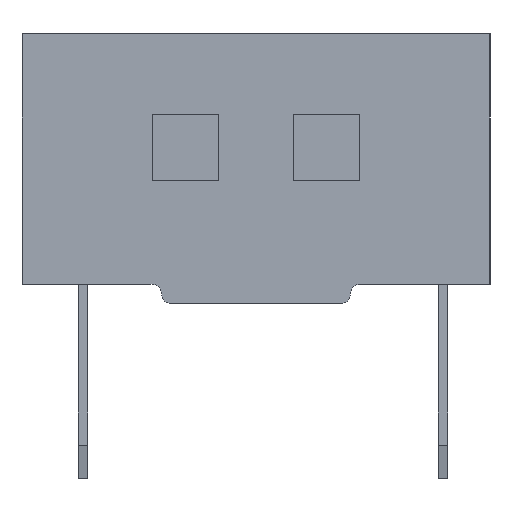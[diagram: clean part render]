
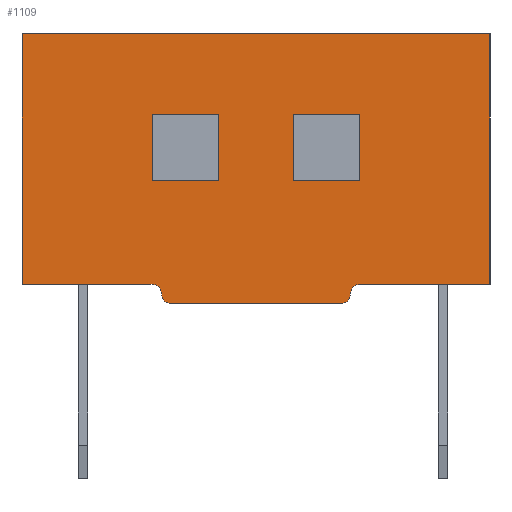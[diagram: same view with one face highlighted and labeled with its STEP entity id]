
A CAD part, left-side view. The second image highlights one B-rep face of the part: STEP entity #1109.
In plain terms, the highlighted planar face has unit normal (-1, 0, 0).
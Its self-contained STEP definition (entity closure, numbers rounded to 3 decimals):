
#1109 = ADVANCED_FACE( '', ( #2287, #2288, #2289 ), #2290, .F. );
#2287 = FACE_BOUND( '', #3558, .T. );
#2288 = FACE_OUTER_BOUND( '', #3559, .T. );
#2289 = FACE_BOUND( '', #3560, .T. );
#2290 = PLANE( '', #3561 );
#3558 = EDGE_LOOP( '', ( #6708, #6709, #6710, #6711 ) );
#3559 = EDGE_LOOP( '', ( #6712, #6713, #6714, #6715, #6716, #6717, #6718, #6719, #6720, #6721 ) );
#3560 = EDGE_LOOP( '', ( #6722, #6723, #6724, #6725 ) );
#3561 = AXIS2_PLACEMENT_3D( '', #6726, #6727, #6728 );
#6708 = ORIENTED_EDGE( '', *, *, #8653, .T. );
#6709 = ORIENTED_EDGE( '', *, *, #9094, .T. );
#6710 = ORIENTED_EDGE( '', *, *, #9095, .T. );
#6711 = ORIENTED_EDGE( '', *, *, #9096, .T. );
#6712 = ORIENTED_EDGE( '', *, *, #9005, .T. );
#6713 = ORIENTED_EDGE( '', *, *, #9097, .T. );
#6714 = ORIENTED_EDGE( '', *, *, #9098, .T. );
#6715 = ORIENTED_EDGE( '', *, *, #9072, .F. );
#6716 = ORIENTED_EDGE( '', *, *, #9099, .T. );
#6717 = ORIENTED_EDGE( '', *, *, #9076, .T. );
#6718 = ORIENTED_EDGE( '', *, *, #8884, .T. );
#6719 = ORIENTED_EDGE( '', *, *, #8766, .F. );
#6720 = ORIENTED_EDGE( '', *, *, #8469, .F. );
#6721 = ORIENTED_EDGE( '', *, *, #8954, .T. );
#6722 = ORIENTED_EDGE( '', *, *, #9014, .T. );
#6723 = ORIENTED_EDGE( '', *, *, #8549, .T. );
#6724 = ORIENTED_EDGE( '', *, *, #9068, .T. );
#6725 = ORIENTED_EDGE( '', *, *, #9100, .T. );
#6726 = CARTESIAN_POINT( '', ( -13.2, 4.95, 5.3 ) );
#6727 = DIRECTION( '', ( 1., 0., 0. ) );
#6728 = DIRECTION( '', ( 0., 0., -1. ) );
#8469 = EDGE_CURVE( '', #10270, #10271, #10272, .T. );
#8549 = EDGE_CURVE( '', #10405, #10406, #10407, .T. );
#8653 = EDGE_CURVE( '', #10555, #10556, #10557, .T. );
#8766 = EDGE_CURVE( '', #10271, #10728, #10732, .T. );
#8884 = EDGE_CURVE( '', #10892, #10728, #10893, .T. );
#8954 = EDGE_CURVE( '', #10270, #10979, #10981, .T. );
#9005 = EDGE_CURVE( '', #10979, #11044, #11046, .T. );
#9014 = EDGE_CURVE( '', #11056, #10405, #11057, .T. );
#9068 = EDGE_CURVE( '', #10406, #11118, #11119, .T. );
#9072 = EDGE_CURVE( '', #11124, #11125, #11126, .T. );
#9076 = EDGE_CURVE( '', #11130, #10892, #11131, .T. );
#9094 = EDGE_CURVE( '', #10556, #11150, #11151, .T. );
#9095 = EDGE_CURVE( '', #11150, #11152, #11153, .T. );
#9096 = EDGE_CURVE( '', #11152, #10555, #11154, .T. );
#9097 = EDGE_CURVE( '', #11044, #11155, #11156, .T. );
#9098 = EDGE_CURVE( '', #11155, #11125, #11157, .F. );
#9099 = EDGE_CURVE( '', #11124, #11130, #11158, .F. );
#9100 = EDGE_CURVE( '', #11118, #11056, #11159, .T. );
#10270 = VERTEX_POINT( '', #13329 );
#10271 = VERTEX_POINT( '', #13330 );
#10272 = LINE( '', #13331, #13332 );
#10405 = VERTEX_POINT( '', #13640 );
#10406 = VERTEX_POINT( '', #13641 );
#10407 = LINE( '', #13642, #13643 );
#10555 = VERTEX_POINT( '', #13918 );
#10556 = VERTEX_POINT( '', #13919 );
#10557 = LINE( '', #13920, #13921 );
#10728 = VERTEX_POINT( '', #14230 );
#10732 = LINE( '', #14236, #14237 );
#10892 = VERTEX_POINT( '', #14532 );
#10893 = LINE( '', #14533, #14534 );
#10979 = VERTEX_POINT( '', #14677 );
#10981 = LINE( '', #14680, #14681 );
#11044 = VERTEX_POINT( '', #14793 );
#11046 = LINE( '', #14796, #14797 );
#11056 = VERTEX_POINT( '', #14811 );
#11057 = LINE( '', #14812, #14813 );
#11118 = VERTEX_POINT( '', #14902 );
#11119 = LINE( '', #14903, #14904 );
#11124 = VERTEX_POINT( '', #14911 );
#11125 = VERTEX_POINT( '', #14912 );
#11126 = LINE( '', #14913, #14914 );
#11130 = VERTEX_POINT( '', #14920 );
#11131 = CIRCLE( '', #14921, 0.2 );
#11150 = VERTEX_POINT( '', #14948 );
#11151 = LINE( '', #14949, #14950 );
#11152 = VERTEX_POINT( '', #14951 );
#11153 = LINE( '', #14952, #14953 );
#11154 = LINE( '', #14954, #14955 );
#11155 = VERTEX_POINT( '', #14956 );
#11156 = CIRCLE( '', #14957, 0.2 );
#11157 = CIRCLE( '', #14958, 0.2 );
#11158 = CIRCLE( '', #14959, 0.2 );
#11159 = LINE( '', #14960, #14961 );
#13329 = CARTESIAN_POINT( '', ( -13.2, 4.95, 5.3 ) );
#13330 = CARTESIAN_POINT( '', ( -13.2, -4.95, 5.3 ) );
#13331 = CARTESIAN_POINT( '', ( -13.2, 4.95, 5.3 ) );
#13332 = VECTOR( '', #15626, 1000. );
#13640 = CARTESIAN_POINT( '', ( -13.2, 0.8, 3.6 ) );
#13641 = CARTESIAN_POINT( '', ( -13.2, 0.8, 2.2 ) );
#13642 = CARTESIAN_POINT( '', ( -13.2, 0.8, 3.6 ) );
#13643 = VECTOR( '', #15668, 1000. );
#13918 = CARTESIAN_POINT( '', ( -13.2, -0.8, 3.6 ) );
#13919 = CARTESIAN_POINT( '', ( -13.2, -2.2, 3.6 ) );
#13920 = CARTESIAN_POINT( '', ( -13.2, -0.8, 3.6 ) );
#13921 = VECTOR( '', #15736, 1000. );
#14230 = CARTESIAN_POINT( '', ( -13.2, -4.95, 0. ) );
#14236 = CARTESIAN_POINT( '', ( -13.2, -4.95, 5.3 ) );
#14237 = VECTOR( '', #15812, 1000. );
#14532 = CARTESIAN_POINT( '', ( -13.2, -2.2, 0. ) );
#14533 = CARTESIAN_POINT( '', ( -13.2, 4.95, 0. ) );
#14534 = VECTOR( '', #15903, 1000. );
#14677 = CARTESIAN_POINT( '', ( -13.2, 4.95, 0. ) );
#14680 = CARTESIAN_POINT( '', ( -13.2, 4.95, 5.3 ) );
#14681 = VECTOR( '', #15944, 1000. );
#14793 = CARTESIAN_POINT( '', ( -13.2, 2.2, 0. ) );
#14796 = CARTESIAN_POINT( '', ( -13.2, 4.95, 0. ) );
#14797 = VECTOR( '', #15975, 1000. );
#14811 = CARTESIAN_POINT( '', ( -13.2, 2.2, 3.6 ) );
#14812 = CARTESIAN_POINT( '', ( -13.2, 2.2, 3.6 ) );
#14813 = VECTOR( '', #15980, 1000. );
#14902 = CARTESIAN_POINT( '', ( -13.2, 2.2, 2.2 ) );
#14903 = CARTESIAN_POINT( '', ( -13.2, 0.8, 2.2 ) );
#14904 = VECTOR( '', #16010, 1000. );
#14911 = CARTESIAN_POINT( '', ( -13.2, -1.8, -0.4 ) );
#14912 = CARTESIAN_POINT( '', ( -13.2, 1.8, -0.4 ) );
#14913 = CARTESIAN_POINT( '', ( -13.2, -2., -0.4 ) );
#14914 = VECTOR( '', #16013, 1000. );
#14920 = CARTESIAN_POINT( '', ( -13.2, -2., -0.2 ) );
#14921 = AXIS2_PLACEMENT_3D( '', #16016, #16017, #16018 );
#14948 = CARTESIAN_POINT( '', ( -13.2, -2.2, 2.2 ) );
#14949 = CARTESIAN_POINT( '', ( -13.2, -2.2, 3.6 ) );
#14950 = VECTOR( '', #16027, 1000. );
#14951 = CARTESIAN_POINT( '', ( -13.2, -0.8, 2.2 ) );
#14952 = CARTESIAN_POINT( '', ( -13.2, -2.2, 2.2 ) );
#14953 = VECTOR( '', #16028, 1000. );
#14954 = CARTESIAN_POINT( '', ( -13.2, -0.8, 2.2 ) );
#14955 = VECTOR( '', #16029, 1000. );
#14956 = CARTESIAN_POINT( '', ( -13.2, 2., -0.2 ) );
#14957 = AXIS2_PLACEMENT_3D( '', #16030, #16031, #16032 );
#14958 = AXIS2_PLACEMENT_3D( '', #16033, #16034, #16035 );
#14959 = AXIS2_PLACEMENT_3D( '', #16036, #16037, #16038 );
#14960 = CARTESIAN_POINT( '', ( -13.2, 2.2, 2.2 ) );
#14961 = VECTOR( '', #16039, 1000. );
#15626 = DIRECTION( '', ( 0., -1., 0. ) );
#15668 = DIRECTION( '', ( 0., 0., -1. ) );
#15736 = DIRECTION( '', ( 0., -1., 0. ) );
#15812 = DIRECTION( '', ( 0., 0., -1. ) );
#15903 = DIRECTION( '', ( 0., -1., 0. ) );
#15944 = DIRECTION( '', ( 0., 0., -1. ) );
#15975 = DIRECTION( '', ( 0., -1., 0. ) );
#15980 = DIRECTION( '', ( 0., -1., 0. ) );
#16010 = DIRECTION( '', ( 0., 1., 0. ) );
#16013 = DIRECTION( '', ( 0., 1., 0. ) );
#16016 = CARTESIAN_POINT( '', ( -13.2, -2.2, -0.2 ) );
#16017 = DIRECTION( '', ( 1., 0., 0. ) );
#16018 = DIRECTION( '', ( 0., 0., -1. ) );
#16027 = DIRECTION( '', ( 0., 0., -1. ) );
#16028 = DIRECTION( '', ( 0., 1., 0. ) );
#16029 = DIRECTION( '', ( 0., 0., 1. ) );
#16030 = CARTESIAN_POINT( '', ( -13.2, 2.2, -0.2 ) );
#16031 = DIRECTION( '', ( 1., 0., 0. ) );
#16032 = DIRECTION( '', ( 0., 0., -1. ) );
#16033 = CARTESIAN_POINT( '', ( -13.2, 1.8, -0.2 ) );
#16034 = DIRECTION( '', ( 1., 0., 0. ) );
#16035 = DIRECTION( '', ( 0., 0., -1. ) );
#16036 = CARTESIAN_POINT( '', ( -13.2, -1.8, -0.2 ) );
#16037 = DIRECTION( '', ( 1., 0., 0. ) );
#16038 = DIRECTION( '', ( 0., 0., -1. ) );
#16039 = DIRECTION( '', ( 0., 0., 1. ) );
